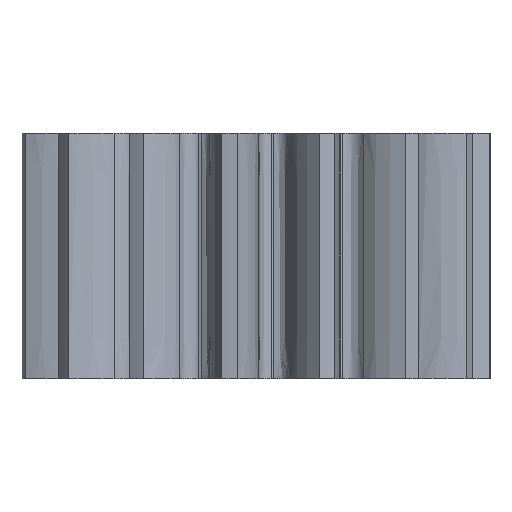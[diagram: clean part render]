
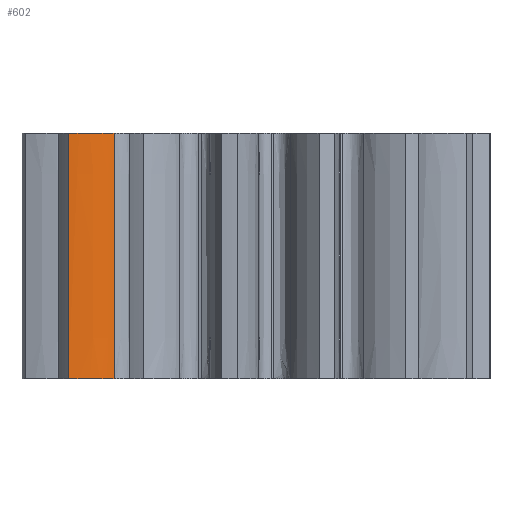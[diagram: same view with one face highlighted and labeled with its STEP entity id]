
A CAD part, front view. The second image highlights one B-rep face of the part: STEP entity #602.
In plain terms, the highlighted face is a extrusion surface.
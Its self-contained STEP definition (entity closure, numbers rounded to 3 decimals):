
#602=ADVANCED_FACE('',(#1273),#1275,.F.);
#1273=FACE_BOUND('',#1274,.T.);
#1274=EDGE_LOOP('',(#2371,#2372,#2373,#2374));
#1275=SURFACE_OF_LINEAR_EXTRUSION('',#1276,#1277);
#1276=B_SPLINE_CURVE_WITH_KNOTS('',3,
(#2375,#2376,#2377,#2378,#2379,#2380,#2381,#2382,#2383,#2384,#2385,#2386,#2387,#2388),
.UNSPECIFIED.,.F.,.F.,
(4,2,2,2,2,2,4),
(0.,0.152,0.311,0.475,0.644,0.819,
1.),
.UNSPECIFIED.);
#1277=VECTOR('',#1278,9.);
#1278=DIRECTION('',(0.,0.,1.));
#2371=ORIENTED_EDGE('',*,*,#3005,.F.);
#2372=ORIENTED_EDGE('',*,*,#3088,.T.);
#2373=ORIENTED_EDGE('',*,*,#2955,.F.);
#2374=ORIENTED_EDGE('',*,*,#2869,.F.);
#2375=CARTESIAN_POINT('',(-5.132,-4.831,0.));
#2376=CARTESIAN_POINT('',(-5.204,-4.885,0.));
#2377=CARTESIAN_POINT('',(-5.279,-4.934,0.));
#2378=CARTESIAN_POINT('',(-5.439,-5.02,0.));
#2379=CARTESIAN_POINT('',(-5.526,-5.056,0.));
#2380=CARTESIAN_POINT('',(-5.702,-5.123,0.));
#2381=CARTESIAN_POINT('',(-5.794,-5.152,0.));
#2382=CARTESIAN_POINT('',(-5.983,-5.204,0.));
#2383=CARTESIAN_POINT('',(-6.08,-5.226,0.));
#2384=CARTESIAN_POINT('',(-6.279,-5.264,0.));
#2385=CARTESIAN_POINT('',(-6.381,-5.279,0.));
#2386=CARTESIAN_POINT('',(-6.588,-5.303,0.));
#2387=CARTESIAN_POINT('',(-6.694,-5.312,0.));
#2388=CARTESIAN_POINT('',(-6.8,-5.317,0.));
#2869=EDGE_CURVE('',#3163,#3164,#3165,.T.);
#2955=EDGE_CURVE('',#3164,#3325,#3326,.F.);
#3005=EDGE_CURVE('',#3414,#3163,#3416,.T.);
#3088=EDGE_CURVE('',#3414,#3325,#3538,.T.);
#3163=VERTEX_POINT('',#3673);
#3164=VERTEX_POINT('',#3674);
#3165=LINE('',#3675,#3676);
#3325=VERTEX_POINT('',#4475);
#3326=B_SPLINE_CURVE_WITH_KNOTS('',3,
(#4476,#4477,#4478,#4479,#4480,#4481,#4482,#4483,#4484,#4485,#4486,#4487,#4488,#4489),
.UNSPECIFIED.,.F.,.F.,
(4,2,2,2,2,2,4),
(0.,0.152,0.311,0.475,0.644,0.819,
1.),
.UNSPECIFIED.);
#3414=VERTEX_POINT('',#5101);
#3416=B_SPLINE_CURVE_WITH_KNOTS('',3,
(#5116,#5117,#5118,#5119,#5120,#5121,#5122,#5123,#5124,#5125,#5126,#5127,#5128,#5129),
.UNSPECIFIED.,.F.,.F.,
(4,2,2,2,2,2,4),
(0.,0.152,0.311,0.475,0.644,0.819,
1.),
.UNSPECIFIED.);
#3538=LINE('',#5854,#5855);
#3673=CARTESIAN_POINT('',(-6.8,-5.317,0.));
#3674=CARTESIAN_POINT('',(-6.8,-5.317,9.));
#3675=CARTESIAN_POINT('',(-6.8,-5.317,0.));
#3676=VECTOR('',#3677,1.);
#3677=DIRECTION('',(0.,0.,1.));
#4475=CARTESIAN_POINT('',(-5.132,-4.831,9.));
#4476=CARTESIAN_POINT('',(-5.132,-4.831,9.));
#4477=CARTESIAN_POINT('',(-5.204,-4.885,9.));
#4478=CARTESIAN_POINT('',(-5.279,-4.934,9.));
#4479=CARTESIAN_POINT('',(-5.439,-5.02,9.));
#4480=CARTESIAN_POINT('',(-5.526,-5.056,9.));
#4481=CARTESIAN_POINT('',(-5.702,-5.123,9.));
#4482=CARTESIAN_POINT('',(-5.794,-5.152,9.));
#4483=CARTESIAN_POINT('',(-5.983,-5.204,9.));
#4484=CARTESIAN_POINT('',(-6.08,-5.226,9.));
#4485=CARTESIAN_POINT('',(-6.279,-5.264,9.));
#4486=CARTESIAN_POINT('',(-6.381,-5.279,9.));
#4487=CARTESIAN_POINT('',(-6.588,-5.303,9.));
#4488=CARTESIAN_POINT('',(-6.694,-5.312,9.));
#4489=CARTESIAN_POINT('',(-6.8,-5.317,9.));
#5101=CARTESIAN_POINT('',(-5.132,-4.831,0.));
#5116=CARTESIAN_POINT('',(-5.132,-4.831,0.));
#5117=CARTESIAN_POINT('',(-5.204,-4.885,0.));
#5118=CARTESIAN_POINT('',(-5.279,-4.934,0.));
#5119=CARTESIAN_POINT('',(-5.439,-5.02,0.));
#5120=CARTESIAN_POINT('',(-5.526,-5.056,0.));
#5121=CARTESIAN_POINT('',(-5.702,-5.123,0.));
#5122=CARTESIAN_POINT('',(-5.794,-5.152,0.));
#5123=CARTESIAN_POINT('',(-5.983,-5.204,0.));
#5124=CARTESIAN_POINT('',(-6.08,-5.226,0.));
#5125=CARTESIAN_POINT('',(-6.279,-5.264,0.));
#5126=CARTESIAN_POINT('',(-6.381,-5.279,0.));
#5127=CARTESIAN_POINT('',(-6.588,-5.303,0.));
#5128=CARTESIAN_POINT('',(-6.694,-5.312,0.));
#5129=CARTESIAN_POINT('',(-6.8,-5.317,0.));
#5854=CARTESIAN_POINT('',(-5.132,-4.831,0.));
#5855=VECTOR('',#5856,1.);
#5856=DIRECTION('',(0.,0.,1.));
